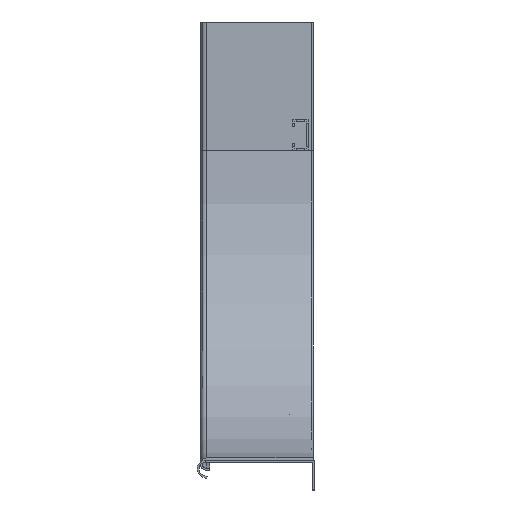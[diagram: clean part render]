
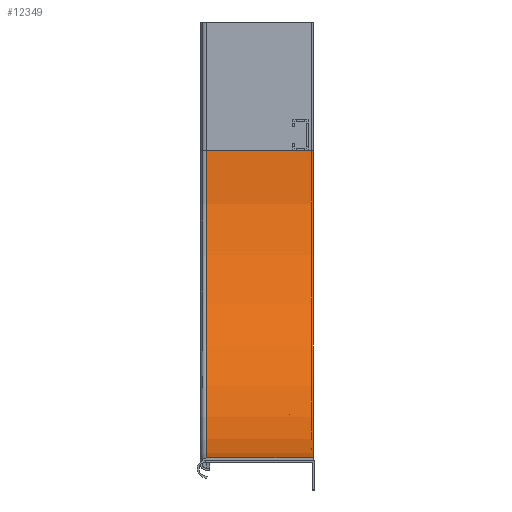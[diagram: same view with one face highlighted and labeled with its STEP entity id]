
A CAD part, left-side view. The second image highlights one B-rep face of the part: STEP entity #12349.
In plain terms, the highlighted cylindrical face has radius 300 mm (diameter 600 mm), a partial arc.
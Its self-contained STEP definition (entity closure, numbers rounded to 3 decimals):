
#22 = ORIENTED_EDGE ( 'NONE', *, *, #12677, .T. ) ;
#2055 = ORIENTED_EDGE ( 'NONE', *, *, #4774, .F. ) ;
#2140 = VERTEX_POINT ( 'NONE', #12620 ) ;
#2374 = CARTESIAN_POINT ( 'NONE',  ( 300., 0., -425. ) ) ;
#2628 = CIRCLE ( 'NONE', #14115, 300. ) ;
#4774 = EDGE_CURVE ( 'NONE', #12300, #2140, #11554, .T. ) ;
#5280 = CARTESIAN_POINT ( 'NONE',  ( 300., 104., -125. ) ) ;
#5281 = CIRCLE ( 'NONE', #8893, 300. ) ;
#5302 = DIRECTION ( 'NONE',  ( 0., -1., 0. ) ) ;
#6481 = DIRECTION ( 'NONE',  ( 0., 0., -1. ) ) ;
#7115 = DIRECTION ( 'NONE',  ( 0., -1., 0. ) ) ;
#7593 = VERTEX_POINT ( 'NONE', #2374 ) ;
#7636 = DIRECTION ( 'NONE',  ( 0., 1., 0. ) ) ;
#7937 = VERTEX_POINT ( 'NONE', #12609 ) ;
#8321 = ORIENTED_EDGE ( 'NONE', *, *, #14779, .T. ) ;
#8786 = CARTESIAN_POINT ( 'NONE',  ( 0., 0., -125. ) ) ;
#8893 = AXIS2_PLACEMENT_3D ( 'NONE', #5280, #13756, #6481 ) ;
#8925 = ORIENTED_EDGE ( 'NONE', *, *, #12942, .F. ) ;
#8994 = VECTOR ( 'NONE', #10640, 1000. ) ;
#9369 = LINE ( 'NONE', #15494, #8994 ) ;
#10135 = CARTESIAN_POINT ( 'NONE',  ( 300., 0., -125. ) ) ;
#10631 = FACE_OUTER_BOUND ( 'NONE', #14716, .T. ) ;
#10640 = DIRECTION ( 'NONE',  ( 0., 1., 0. ) ) ;
#11296 = DIRECTION ( 'NONE',  ( 0., 0., -1. ) ) ;
#11357 = VECTOR ( 'NONE', #7636, 1000. ) ;
#11554 = LINE ( 'NONE', #14970, #11357 ) ;
#12300 = VERTEX_POINT ( 'NONE', #8786 ) ;
#12349 = ADVANCED_FACE ( 'NONE', ( #10631 ), #12715, .F. ) ;
#12609 = CARTESIAN_POINT ( 'NONE',  ( 300., 104., -425. ) ) ;
#12620 = CARTESIAN_POINT ( 'NONE',  ( 0., 104., -125. ) ) ;
#12677 = EDGE_CURVE ( 'NONE', #12300, #7593, #2628, .T. ) ;
#12715 = CYLINDRICAL_SURFACE ( 'NONE', #13582, 300. ) ;
#12942 = EDGE_CURVE ( 'NONE', #2140, #7937, #5281, .T. ) ;
#13582 = AXIS2_PLACEMENT_3D ( 'NONE', #10135, #5302, #11296 ) ;
#13756 = DIRECTION ( 'NONE',  ( 0., -1., 0. ) ) ;
#14115 = AXIS2_PLACEMENT_3D ( 'NONE', #14437, #7115, #15664 ) ;
#14437 = CARTESIAN_POINT ( 'NONE',  ( 300., 0., -125. ) ) ;
#14716 = EDGE_LOOP ( 'NONE', ( #2055, #22, #8321, #8925 ) ) ;
#14779 = EDGE_CURVE ( 'NONE', #7593, #7937, #9369, .T. ) ;
#14970 = CARTESIAN_POINT ( 'NONE',  ( 0., 3., -125. ) ) ;
#15494 = CARTESIAN_POINT ( 'NONE',  ( 300., 3., -425. ) ) ;
#15664 = DIRECTION ( 'NONE',  ( 1., 0., 0. ) ) ;
